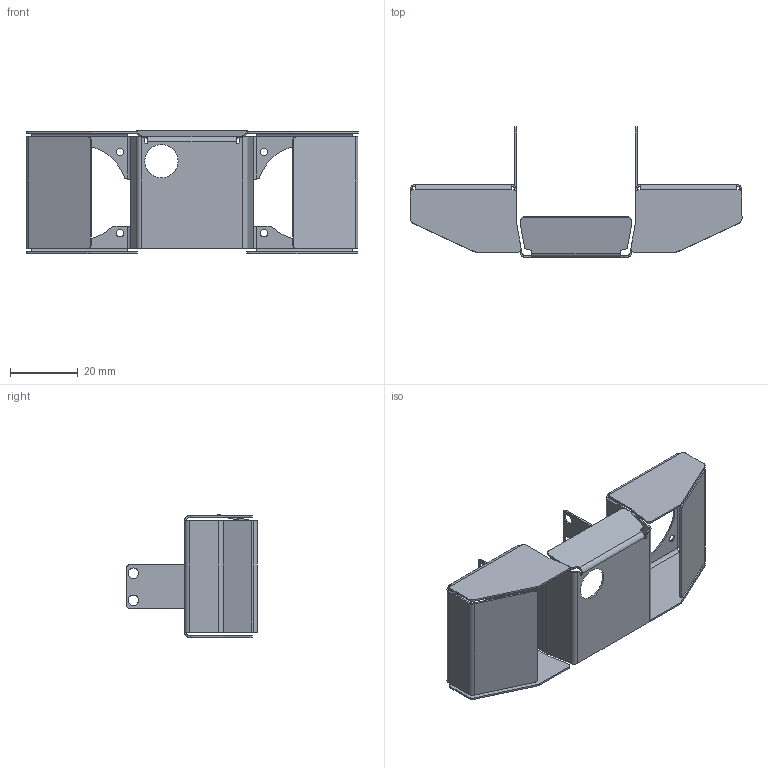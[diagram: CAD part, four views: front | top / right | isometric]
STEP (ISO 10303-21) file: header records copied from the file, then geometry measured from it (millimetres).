
FILE_DESCRIPTION (( 'STEP AP214' ), '1' );
FILE_NAME ('2284-B.STEP', '2015-11-30T10:50:33', ( '' ), ( '' ), 'SwSTEP 2.0', 'SolidWorks 2015', '' );
FILE_SCHEMA (( 'AUTOMOTIVE_DESIGN' ));
Length unit declared in the file: millimetre
Products named in the file (1): 2284-B
Bounding box: 98.04 x 38.6 x 36.34 mm (x, y, z)
Volume: 4030 mm3; surface area: 16646.8 mm2
Topology: 1 solids, 1 shells, 254 faces, 648 edges, 392 vertices
Faces by surface type: plane 132, cylinder 122
Entity records: 7690 total; most frequent: DIRECTION 1402, ORIENTED_EDGE 1296, CARTESIAN_POINT 1295, EDGE_CURVE 648, AXIS2_PLACEMENT_3D 499, VECTOR 404, LINE 404, VERTEX_POINT 392
